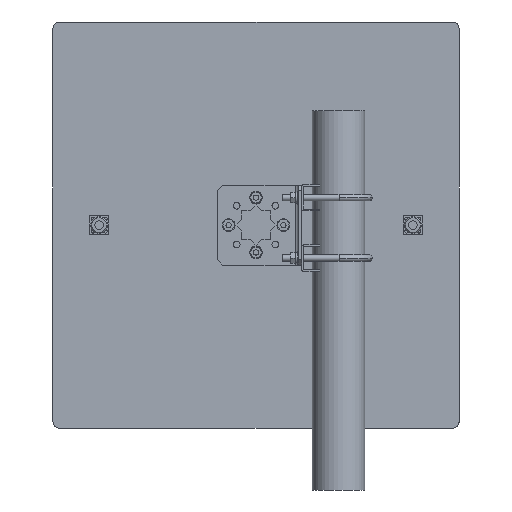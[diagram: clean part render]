
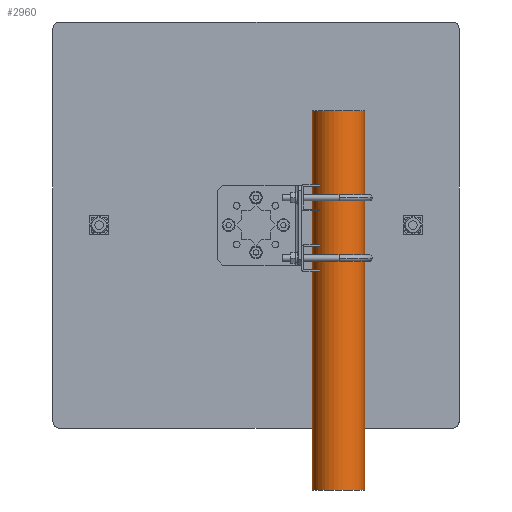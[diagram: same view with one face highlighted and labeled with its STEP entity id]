
A CAD part, front view. The second image highlights one B-rep face of the part: STEP entity #2960.
In plain terms, the highlighted cylindrical face has radius 25 mm (diameter 50 mm), a partial arc.
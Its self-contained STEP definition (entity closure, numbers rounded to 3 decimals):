
#2330 = CIRCLE ( 'NONE', #21998, 25. ) ;
#2960 = ADVANCED_FACE ( 'NONE', ( #16983 ), #16233, .T. ) ;
#3080 = VECTOR ( 'NONE', #14235, 1000. ) ;
#3297 = ORIENTED_EDGE ( 'NONE', *, *, #24634, .F. ) ;
#4344 = DIRECTION ( 'NONE',  ( 0., 0., -1. ) ) ;
#6235 = CARTESIAN_POINT ( 'NONE',  ( 53.3, -98.17, 108.5 ) ) ;
#6624 = CARTESIAN_POINT ( 'NONE',  ( 103.3, -98.17, -251.5 ) ) ;
#6911 = CARTESIAN_POINT ( 'NONE',  ( 103.3, -98.17, 108.5 ) ) ;
#7287 = LINE ( 'NONE', #6911, #3080 ) ;
#7780 = AXIS2_PLACEMENT_3D ( 'NONE', #26670, #21730, #31727 ) ;
#8252 = ORIENTED_EDGE ( 'NONE', *, *, #31722, .T. ) ;
#8520 = CIRCLE ( 'NONE', #25023, 25. ) ;
#9075 = DIRECTION ( 'NONE',  ( 1., 0., 0. ) ) ;
#10815 = DIRECTION ( 'NONE',  ( 1., 0., 0. ) ) ;
#11784 = EDGE_LOOP ( 'NONE', ( #3297, #8252, #29889, #20567 ) ) ;
#14235 = DIRECTION ( 'NONE',  ( 0., 0., -1. ) ) ;
#15580 = VERTEX_POINT ( 'NONE', #6624 ) ;
#15684 = CARTESIAN_POINT ( 'NONE',  ( 78.3, -98.17, 108.5 ) ) ;
#16233 = CYLINDRICAL_SURFACE ( 'NONE', #7780, 25. ) ;
#16983 = FACE_OUTER_BOUND ( 'NONE', #11784, .T. ) ;
#18906 = VECTOR ( 'NONE', #28430, 1000. ) ;
#19443 = CARTESIAN_POINT ( 'NONE',  ( 53.3, -98.17, -251.5 ) ) ;
#20560 = DIRECTION ( 'NONE',  ( 0., 0., -1. ) ) ;
#20567 = ORIENTED_EDGE ( 'NONE', *, *, #24269, .F. ) ;
#21151 = VERTEX_POINT ( 'NONE', #24743 ) ;
#21499 = VERTEX_POINT ( 'NONE', #19443 ) ;
#21730 = DIRECTION ( 'NONE',  ( 0., 0., -1. ) ) ;
#21998 = AXIS2_PLACEMENT_3D ( 'NONE', #23785, #4344, #9075 ) ;
#23414 = CARTESIAN_POINT ( 'NONE',  ( 53.3, -98.17, 108.5 ) ) ;
#23785 = CARTESIAN_POINT ( 'NONE',  ( 78.3, -98.17, -251.5 ) ) ;
#24269 = EDGE_CURVE ( 'NONE', #15580, #21499, #2330, .T. ) ;
#24634 = EDGE_CURVE ( 'NONE', #21151, #15580, #7287, .T. ) ;
#24684 = LINE ( 'NONE', #6235, #18906 ) ;
#24743 = CARTESIAN_POINT ( 'NONE',  ( 103.3, -98.17, 108.5 ) ) ;
#25023 = AXIS2_PLACEMENT_3D ( 'NONE', #15684, #20560, #10815 ) ;
#25037 = VERTEX_POINT ( 'NONE', #23414 ) ;
#26670 = CARTESIAN_POINT ( 'NONE',  ( 78.3, -98.17, 108.5 ) ) ;
#28430 = DIRECTION ( 'NONE',  ( 0., 0., -1. ) ) ;
#29889 = ORIENTED_EDGE ( 'NONE', *, *, #30653, .T. ) ;
#30653 = EDGE_CURVE ( 'NONE', #25037, #21499, #24684, .T. ) ;
#31722 = EDGE_CURVE ( 'NONE', #21151, #25037, #8520, .T. ) ;
#31727 = DIRECTION ( 'NONE',  ( -1., 0., 0. ) ) ;
